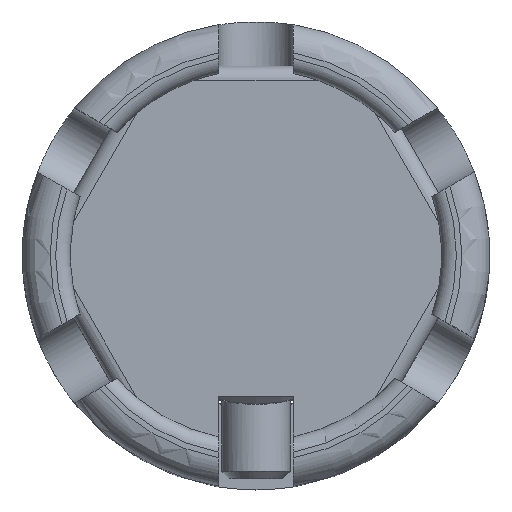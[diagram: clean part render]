
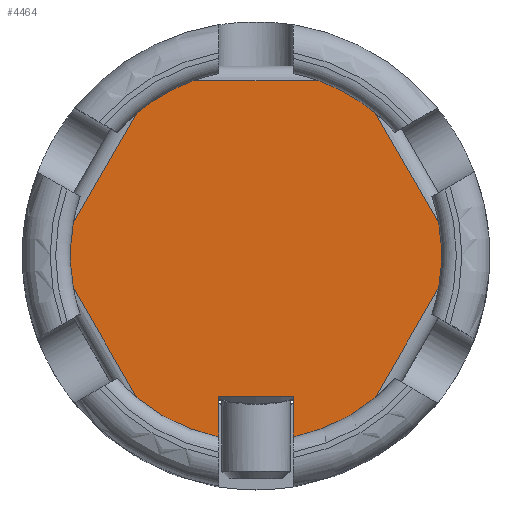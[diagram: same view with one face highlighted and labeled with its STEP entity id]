
A CAD part, top view. The second image highlights one B-rep face of the part: STEP entity #4464.
In plain terms, the highlighted planar face has unit normal (0, 0, 1).
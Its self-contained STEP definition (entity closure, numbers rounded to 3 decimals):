
#116=PLANE('',#4734);
#595=FACE_OUTER_BOUND('',#822,.T.);
#822=EDGE_LOOP('',(#3784,#3785,#3786,#3787,#3788,#3789,#3790,#3791,#3792,
#3793,#3794,#3795,#3796,#3797));
#926=CIRCLE('',#4675,5.);
#931=CIRCLE('',#4685,5.);
#936=CIRCLE('',#4693,5.);
#941=CIRCLE('',#4702,5.);
#947=CIRCLE('',#4713,5.);
#953=CIRCLE('',#4724,5.);
#1466=LINE('',#8646,#1831);
#1496=LINE('',#8940,#1861);
#1497=LINE('',#8942,#1862);
#1498=LINE('',#8943,#1863);
#1499=LINE('',#8944,#1864);
#1500=LINE('',#8945,#1865);
#1501=LINE('',#8947,#1866);
#1502=LINE('',#8948,#1867);
#1831=VECTOR('',#5403,10.);
#1861=VECTOR('',#5525,10.);
#1862=VECTOR('',#5528,10.);
#1863=VECTOR('',#5529,10.);
#1864=VECTOR('',#5530,10.);
#1865=VECTOR('',#5531,10.);
#1866=VECTOR('',#5532,10.);
#1867=VECTOR('',#5533,10.);
#2188=VERTEX_POINT('',#8548);
#2189=VERTEX_POINT('',#8550);
#2201=VERTEX_POINT('',#8611);
#2202=VERTEX_POINT('',#8622);
#2207=VERTEX_POINT('',#8644);
#2209=VERTEX_POINT('',#8652);
#2213=VERTEX_POINT('',#8677);
#2225=VERTEX_POINT('',#8740);
#2226=VERTEX_POINT('',#8742);
#2239=VERTEX_POINT('',#8814);
#2240=VERTEX_POINT('',#8816);
#2253=VERTEX_POINT('',#8888);
#2254=VERTEX_POINT('',#8890);
#2264=VERTEX_POINT('',#8946);
#2743=EDGE_CURVE('',#2188,#2189,#926,.T.);
#2760=EDGE_CURVE('',#2201,#2202,#931,.T.);
#2768=EDGE_CURVE('',#2207,#2201,#1466,.T.);
#2775=EDGE_CURVE('',#2213,#2209,#936,.T.);
#2790=EDGE_CURVE('',#2225,#2226,#941,.T.);
#2808=EDGE_CURVE('',#2239,#2240,#947,.T.);
#2826=EDGE_CURVE('',#2253,#2254,#953,.T.);
#2842=EDGE_CURVE('',#2226,#2213,#1496,.T.);
#2843=EDGE_CURVE('',#2240,#2225,#1497,.T.);
#2844=EDGE_CURVE('',#2254,#2239,#1498,.T.);
#2845=EDGE_CURVE('',#2189,#2253,#1499,.T.);
#2846=EDGE_CURVE('',#2202,#2188,#1500,.T.);
#2847=EDGE_CURVE('',#2264,#2207,#1501,.T.);
#2848=EDGE_CURVE('',#2209,#2264,#1502,.T.);
#3784=ORIENTED_EDGE('',*,*,#2842,.F.);
#3785=ORIENTED_EDGE('',*,*,#2790,.F.);
#3786=ORIENTED_EDGE('',*,*,#2843,.F.);
#3787=ORIENTED_EDGE('',*,*,#2808,.F.);
#3788=ORIENTED_EDGE('',*,*,#2844,.F.);
#3789=ORIENTED_EDGE('',*,*,#2826,.F.);
#3790=ORIENTED_EDGE('',*,*,#2845,.F.);
#3791=ORIENTED_EDGE('',*,*,#2743,.F.);
#3792=ORIENTED_EDGE('',*,*,#2846,.F.);
#3793=ORIENTED_EDGE('',*,*,#2760,.F.);
#3794=ORIENTED_EDGE('',*,*,#2768,.F.);
#3795=ORIENTED_EDGE('',*,*,#2847,.F.);
#3796=ORIENTED_EDGE('',*,*,#2848,.F.);
#3797=ORIENTED_EDGE('',*,*,#2775,.F.);
#4464=ADVANCED_FACE('',(#595),#116,.T.);
#4675=AXIS2_PLACEMENT_3D('',#8551,#5365,#5366);
#4685=AXIS2_PLACEMENT_3D('',#8623,#5392,#5393);
#4693=AXIS2_PLACEMENT_3D('',#8679,#5415,#5416);
#4702=AXIS2_PLACEMENT_3D('',#8743,#5439,#5440);
#4713=AXIS2_PLACEMENT_3D('',#8817,#5468,#5469);
#4724=AXIS2_PLACEMENT_3D('',#8891,#5497,#5498);
#4734=AXIS2_PLACEMENT_3D('',#8941,#5526,#5527);
#5365=DIRECTION('center_axis',(0.,0.,-1.));
#5366=DIRECTION('ref_axis',(-0.949,0.317,0.));
#5392=DIRECTION('center_axis',(0.,0.,-1.));
#5393=DIRECTION('ref_axis',(-0.749,-0.663,0.));
#5403=DIRECTION('',(0.,-1.,0.));
#5415=DIRECTION('center_axis',(0.,0.,-1.));
#5416=DIRECTION('ref_axis',(-0.749,-0.663,0.));
#5439=DIRECTION('center_axis',(0.,0.,-1.));
#5440=DIRECTION('ref_axis',(0.949,-0.317,0.));
#5468=DIRECTION('center_axis',(0.,0.,-1.));
#5469=DIRECTION('ref_axis',(0.749,0.663,0.));
#5497=DIRECTION('center_axis',(0.,0.,-1.));
#5498=DIRECTION('ref_axis',(-0.2,0.98,0.));
#5525=DIRECTION('',(-0.5,-0.866,0.));
#5526=DIRECTION('center_axis',(0.,0.,1.));
#5527=DIRECTION('ref_axis',(0.,-1.,0.));
#5528=DIRECTION('',(0.5,-0.866,0.));
#5529=DIRECTION('',(1.,0.,0.));
#5530=DIRECTION('',(0.5,0.866,0.));
#5531=DIRECTION('',(-0.5,0.866,0.));
#5532=DIRECTION('',(-1.,0.,0.));
#5533=DIRECTION('',(0.,1.,0.));
#8548=CARTESIAN_POINT('',(-4.923,-0.873,14.6));
#8550=CARTESIAN_POINT('',(-4.923,0.873,14.6));
#8551=CARTESIAN_POINT('Origin',(0.,0.,14.6));
#8611=CARTESIAN_POINT('',(-1.,-4.899,14.6));
#8622=CARTESIAN_POINT('',(-3.217,-3.827,14.6));
#8623=CARTESIAN_POINT('Origin',(0.,0.,14.6));
#8644=CARTESIAN_POINT('',(-1.,-3.8,14.6));
#8646=CARTESIAN_POINT('',(-1.,-3.45,14.6));
#8652=CARTESIAN_POINT('',(1.,-4.899,14.6));
#8677=CARTESIAN_POINT('',(3.217,-3.827,14.6));
#8679=CARTESIAN_POINT('Origin',(0.,0.,14.6));
#8740=CARTESIAN_POINT('',(4.923,0.873,14.6));
#8742=CARTESIAN_POINT('',(4.923,-0.873,14.6));
#8743=CARTESIAN_POINT('Origin',(0.,0.,14.6));
#8814=CARTESIAN_POINT('',(1.706,4.7,14.6));
#8816=CARTESIAN_POINT('',(3.217,3.827,14.6));
#8817=CARTESIAN_POINT('Origin',(0.,0.,14.6));
#8888=CARTESIAN_POINT('',(-3.217,3.827,14.6));
#8890=CARTESIAN_POINT('',(-1.706,4.7,14.6));
#8891=CARTESIAN_POINT('Origin',(0.,0.,14.6));
#8940=CARTESIAN_POINT('',(4.092,-2.312,14.6));
#8941=CARTESIAN_POINT('Origin',(0.,0.101,
14.6));
#8942=CARTESIAN_POINT('',(4.049,2.388,14.6));
#8943=CARTESIAN_POINT('',(0.,4.7,14.6));
#8944=CARTESIAN_POINT('',(-4.049,2.388,14.6));
#8945=CARTESIAN_POINT('',(-4.092,-2.312,14.6));
#8946=CARTESIAN_POINT('',(1.,-3.8,14.6));
#8947=CARTESIAN_POINT('',(0.,-3.8,14.6));
#8948=CARTESIAN_POINT('',(1.,-3.45,14.6));
